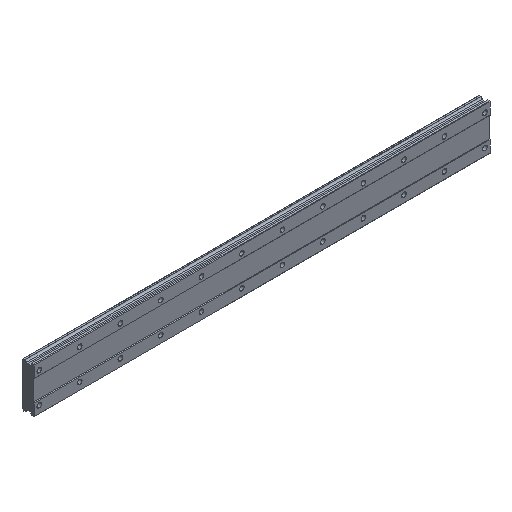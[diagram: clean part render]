
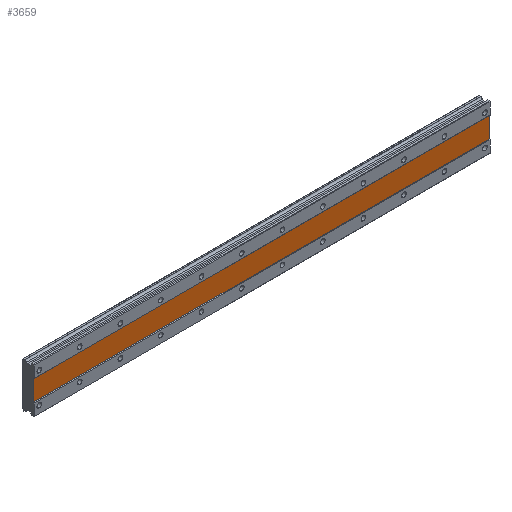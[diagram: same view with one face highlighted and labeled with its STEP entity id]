
A CAD part, isometric view. The second image highlights one B-rep face of the part: STEP entity #3659.
In plain terms, the highlighted planar face has unit normal (0, -1, 0).
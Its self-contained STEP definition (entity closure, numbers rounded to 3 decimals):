
#60 = FACE_OUTER_BOUND ( 'NONE', #1822, .T. ) ;
#287 = CARTESIAN_POINT ( 'NONE',  ( 890., 1., 20. ) ) ;
#325 = LINE ( 'NONE', #2581, #3085 ) ;
#403 = ORIENTED_EDGE ( 'NONE', *, *, #425, .F. ) ;
#425 = EDGE_CURVE ( 'NONE', #3722, #1524, #4407, .T. ) ;
#453 = EDGE_CURVE ( 'NONE', #1524, #1005, #325, .T. ) ;
#752 = CARTESIAN_POINT ( 'NONE',  ( 890., 1., 20. ) ) ;
#785 = CARTESIAN_POINT ( 'NONE',  ( -10., 1., 20. ) ) ;
#843 = CARTESIAN_POINT ( 'NONE',  ( 890., 1., 20. ) ) ;
#984 = DIRECTION ( 'NONE',  ( 1., 0., 0. ) ) ;
#1005 = VERTEX_POINT ( 'NONE', #785 ) ;
#1025 = CARTESIAN_POINT ( 'NONE',  ( 890., 1., -20. ) ) ;
#1074 = CARTESIAN_POINT ( 'NONE',  ( 890., 1., 20. ) ) ;
#1524 = VERTEX_POINT ( 'NONE', #1530 ) ;
#1530 = CARTESIAN_POINT ( 'NONE',  ( -10., 1., -20. ) ) ;
#1554 = CARTESIAN_POINT ( 'NONE',  ( 890., 1., -20. ) ) ;
#1560 = LINE ( 'NONE', #843, #2409 ) ;
#1564 = EDGE_CURVE ( 'NONE', #1005, #3985, #2081, .T. ) ;
#1596 = AXIS2_PLACEMENT_3D ( 'NONE', #1074, #4086, #2215 ) ;
#1714 = EDGE_CURVE ( 'NONE', #3985, #3722, #1560, .T. ) ;
#1822 = EDGE_LOOP ( 'NONE', ( #403, #2096, #2275, #2350 ) ) ;
#2081 = LINE ( 'NONE', #287, #4761 ) ;
#2096 = ORIENTED_EDGE ( 'NONE', *, *, #1714, .F. ) ;
#2215 = DIRECTION ( 'NONE',  ( 0., 0., 1. ) ) ;
#2275 = ORIENTED_EDGE ( 'NONE', *, *, #1564, .F. ) ;
#2350 = ORIENTED_EDGE ( 'NONE', *, *, #453, .F. ) ;
#2387 = VECTOR ( 'NONE', #3575, 1000. ) ;
#2393 = DIRECTION ( 'NONE',  ( 0., 0., -1. ) ) ;
#2409 = VECTOR ( 'NONE', #2393, 1000. ) ;
#2581 = CARTESIAN_POINT ( 'NONE',  ( -10., 1., 20. ) ) ;
#3085 = VECTOR ( 'NONE', #4451, 1000. ) ;
#3575 = DIRECTION ( 'NONE',  ( -1., 0., 0. ) ) ;
#3659 = ADVANCED_FACE ( 'NONE', ( #60 ), #4860, .F. ) ;
#3722 = VERTEX_POINT ( 'NONE', #1554 ) ;
#3985 = VERTEX_POINT ( 'NONE', #752 ) ;
#4086 = DIRECTION ( 'NONE',  ( 0., 1., 0. ) ) ;
#4407 = LINE ( 'NONE', #1025, #2387 ) ;
#4451 = DIRECTION ( 'NONE',  ( 0., 0., 1. ) ) ;
#4761 = VECTOR ( 'NONE', #984, 1000. ) ;
#4860 = PLANE ( 'NONE',  #1596 ) ;
